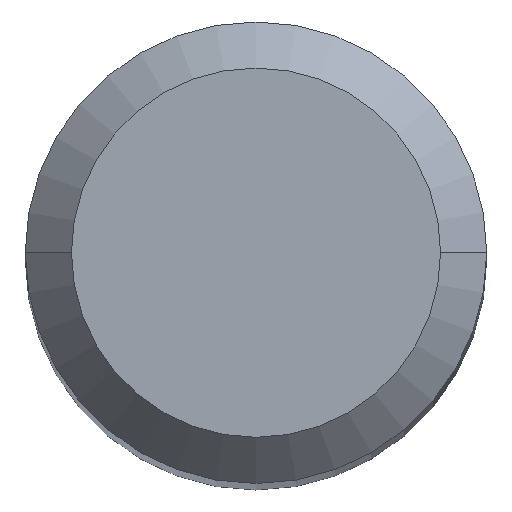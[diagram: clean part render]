
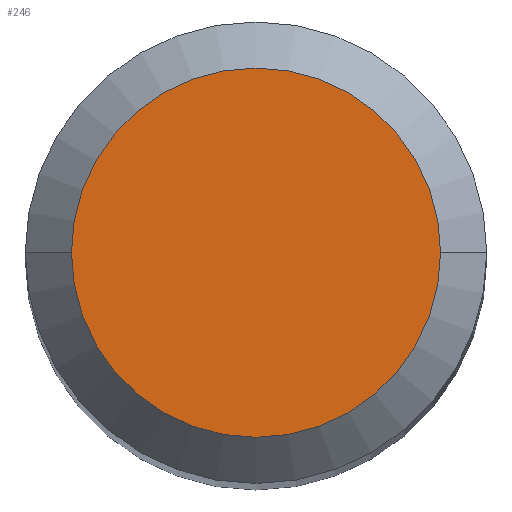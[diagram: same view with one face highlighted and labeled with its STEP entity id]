
A CAD part, top view. The second image highlights one B-rep face of the part: STEP entity #246.
In plain terms, the highlighted planar face has unit normal (0, 0, 1).
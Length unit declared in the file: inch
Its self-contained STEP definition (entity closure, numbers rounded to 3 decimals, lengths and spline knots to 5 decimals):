
#3 = AXIS2_PLACEMENT_3D ( 'NONE', #77, #73, #485 ) ;
#16 = AXIS2_PLACEMENT_3D ( 'NONE', #361, #280, #126 ) ;
#48 = EDGE_CURVE ( 'NONE', #303, #272, #360, .T. ) ;
#73 = DIRECTION ( 'NONE',  ( 0., 0., 1. ) ) ;
#77 = CARTESIAN_POINT ( 'NONE',  ( 0., 0., 0. ) ) ;
#96 = CARTESIAN_POINT ( 'NONE',  ( 0., 0., 0. ) ) ;
#126 = DIRECTION ( 'NONE',  ( -1., 0., 0. ) ) ;
#169 = CARTESIAN_POINT ( 'NONE',  ( 0.04724, 0., 0. ) ) ;
#202 = FACE_OUTER_BOUND ( 'NONE', #244, .T. ) ;
#205 = PLANE ( 'NONE',  #16 ) ;
#244 = EDGE_LOOP ( 'NONE', ( #374, #404 ) ) ;
#246 = ADVANCED_FACE ( 'NONE', ( #202 ), #205, .F. ) ;
#264 = AXIS2_PLACEMENT_3D ( 'NONE', #96, #402, #411 ) ;
#272 = VERTEX_POINT ( 'NONE', #169 ) ;
#280 = DIRECTION ( 'NONE',  ( 0., 0., -1. ) ) ;
#303 = VERTEX_POINT ( 'NONE', #318 ) ;
#318 = CARTESIAN_POINT ( 'NONE',  ( -0.04724, 0., 0. ) ) ;
#360 = CIRCLE ( 'NONE', #3, 0.04724 ) ;
#361 = CARTESIAN_POINT ( 'NONE',  ( 0., 0., 0. ) ) ;
#374 = ORIENTED_EDGE ( 'NONE', *, *, #48, .T. ) ;
#394 = CIRCLE ( 'NONE', #264, 0.04724 ) ;
#402 = DIRECTION ( 'NONE',  ( 0., 0., 1. ) ) ;
#404 = ORIENTED_EDGE ( 'NONE', *, *, #462, .T. ) ;
#411 = DIRECTION ( 'NONE',  ( 1., 0., 0. ) ) ;
#462 = EDGE_CURVE ( 'NONE', #272, #303, #394, .T. ) ;
#485 = DIRECTION ( 'NONE',  ( 1., 0., 0. ) ) ;
